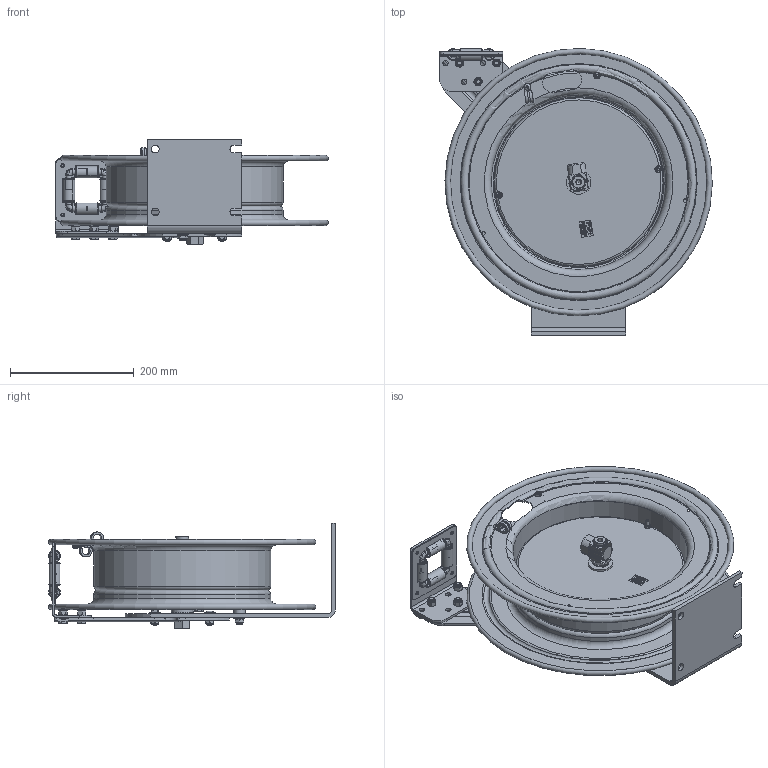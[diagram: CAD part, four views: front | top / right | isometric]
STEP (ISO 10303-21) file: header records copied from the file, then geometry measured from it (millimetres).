
FILE_DESCRIPTION(/* description */ (''),/* implementation_level */ '2;1');
FILE_NAME(/* name */ 'P-LPL-150-AL_SHARED.stp',/* time_stamp */ '2020-04-02T14:11:16-07:00',/* author */ ('NMelton'),/* organization */ (''),/* preprocessor_version */ 'ST-DEVELOPER v17',/* originating_system */ 'Autodesk Inventor 2019',/* authorisation */ '');
FILE_SCHEMA (('AUTOMOTIVE_DESIGN { 1 0 10303 214 3 1 1 }'));
Products named in the file (1): P-LPL-150-AL_SHARED
Bounding box: 440.17 x 463.4 x 170.69 mm (x, y, z)
Surface area: 1027296.7 mm2 (no closed solid volume)
Topology: 0 solids, 129 shells, 2429 faces, 10724 edges, 8058 vertices
Faces by surface type: plane 1304, bspline 460, cylinder 440, cone 133, torus 68, sphere 24
Full cylindrical faces by diameter (mm): 1.321 x2, 2.159 x2, 2.54 x1, 3.048 x1, 4.826 x6, 5.613 x2, 6.35 x4, 7.798 x1, 7.938 x3, 8.636 x7, 11.43 x3, 12.192 x8, 12.7 x2, 15.875 x1, 19.05 x5, 19.304 x1, 20.574 x1, 25.362 x1, 28.575 x1, 34.925 x1, 35.052 x1, 39.624 x1, 282.448 x2, 285.648 x2
Entity records: 116731 total; most frequent: CARTESIAN_POINT 34475, ORIENTED_EDGE 15629, DIRECTION 13939, EDGE_CURVE 10700, VERTEX_POINT 8058, LINE 6279, VECTOR 6279, AXIS2_PLACEMENT_3D 3830
